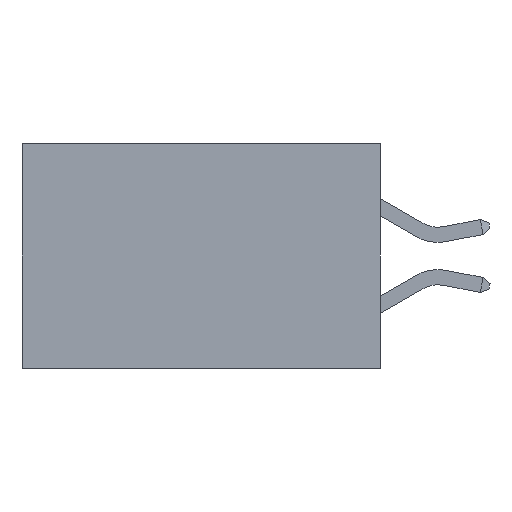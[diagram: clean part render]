
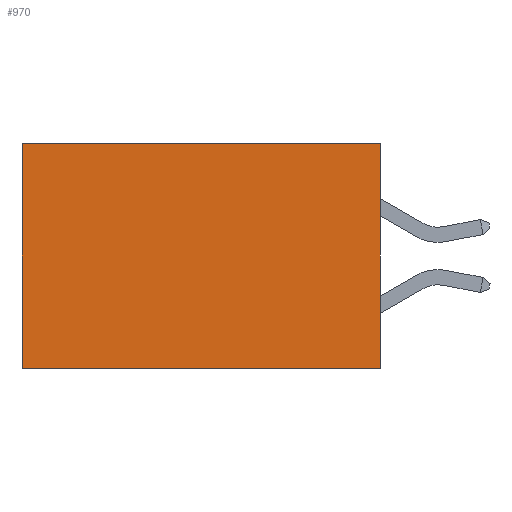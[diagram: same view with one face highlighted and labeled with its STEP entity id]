
A CAD part, left-side view. The second image highlights one B-rep face of the part: STEP entity #970.
In plain terms, the highlighted planar face has unit normal (-1, 0, 0).
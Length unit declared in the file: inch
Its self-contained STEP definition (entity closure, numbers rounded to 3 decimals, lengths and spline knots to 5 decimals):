
#69 = ORIENTED_EDGE ( 'NONE', *, *, #6971, .F. ) ;
#351 = CARTESIAN_POINT ( 'NONE',  ( 0.277, 0., -0.37 ) ) ;
#749 = VECTOR ( 'NONE', #1375, 39.37008 ) ;
#970 = ADVANCED_FACE ( 'NONE', ( #3257 ), #3834, .F. ) ;
#1273 = CARTESIAN_POINT ( 'NONE',  ( 0.277, 0.59, -0.37 ) ) ;
#1375 = DIRECTION ( 'NONE',  ( 0., 0., -1. ) ) ;
#1560 = EDGE_CURVE ( 'NONE', #7209, #11447, #6042, .T. ) ;
#1891 = VECTOR ( 'NONE', #7189, 39.37008 ) ;
#1950 = DIRECTION ( 'NONE',  ( 0., 0., -1. ) ) ;
#1992 = DIRECTION ( 'NONE',  ( 1., 0., 0. ) ) ;
#2670 = DIRECTION ( 'NONE',  ( 0., 1., 0. ) ) ;
#2769 = CARTESIAN_POINT ( 'NONE',  ( 0.277, 0., 0. ) ) ;
#3204 = CARTESIAN_POINT ( 'NONE',  ( 0.277, 0., 0. ) ) ;
#3257 = FACE_OUTER_BOUND ( 'NONE', #8453, .T. ) ;
#3495 = VERTEX_POINT ( 'NONE', #351 ) ;
#3571 = ORIENTED_EDGE ( 'NONE', *, *, #11706, .T. ) ;
#3808 = AXIS2_PLACEMENT_3D ( 'NONE', #4257, #1992, #1950 ) ;
#3834 = PLANE ( 'NONE',  #3808 ) ;
#4257 = CARTESIAN_POINT ( 'NONE',  ( 0.277, 0., -0.37 ) ) ;
#4266 = VECTOR ( 'NONE', #2670, 39.37008 ) ;
#4783 = VECTOR ( 'NONE', #9142, 39.37008 ) ;
#6042 = LINE ( 'NONE', #1273, #749 ) ;
#6165 = CARTESIAN_POINT ( 'NONE',  ( 0.277, 0., -0.37 ) ) ;
#6818 = ORIENTED_EDGE ( 'NONE', *, *, #1560, .T. ) ;
#6967 = ORIENTED_EDGE ( 'NONE', *, *, #7323, .F. ) ;
#6971 = EDGE_CURVE ( 'NONE', #3495, #11447, #11597, .T. ) ;
#7189 = DIRECTION ( 'NONE',  ( 0., 0., -1. ) ) ;
#7209 = VERTEX_POINT ( 'NONE', #10804 ) ;
#7323 = EDGE_CURVE ( 'NONE', #8218, #3495, #7811, .T. ) ;
#7811 = LINE ( 'NONE', #6165, #1891 ) ;
#8218 = VERTEX_POINT ( 'NONE', #2769 ) ;
#8453 = EDGE_LOOP ( 'NONE', ( #6818, #69, #6967, #3571 ) ) ;
#9142 = DIRECTION ( 'NONE',  ( 0., 1., 0. ) ) ;
#10003 = LINE ( 'NONE', #3204, #4783 ) ;
#10804 = CARTESIAN_POINT ( 'NONE',  ( 0.277, 0.59, 0. ) ) ;
#11365 = CARTESIAN_POINT ( 'NONE',  ( 0.277, 0., -0.37 ) ) ;
#11447 = VERTEX_POINT ( 'NONE', #11496 ) ;
#11496 = CARTESIAN_POINT ( 'NONE',  ( 0.277, 0.59, -0.37 ) ) ;
#11597 = LINE ( 'NONE', #11365, #4266 ) ;
#11706 = EDGE_CURVE ( 'NONE', #8218, #7209, #10003, .T. ) ;
